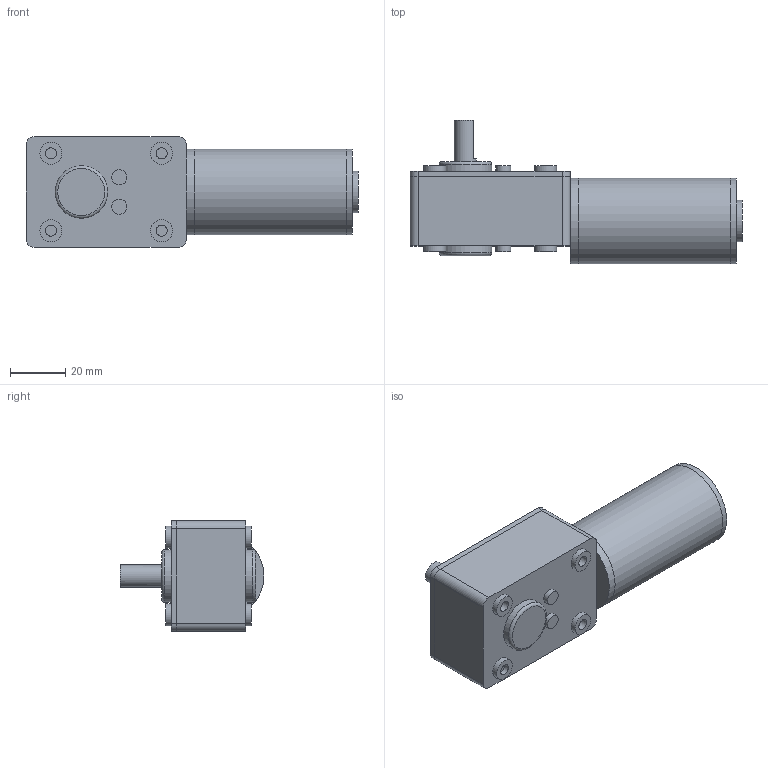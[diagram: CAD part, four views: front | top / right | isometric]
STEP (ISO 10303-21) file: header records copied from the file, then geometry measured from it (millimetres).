
FILE_DESCRIPTION(/* description */ (''),/* implementation_level */ '2;1');
FILE_NAME(/* name */ 'Worm_Gear_Motor_12V.stp',/* time_stamp */ '2017-09-16T22:25:04-05:00',/* author */ ('joeyt'),/* organization */ (''),/* preprocessor_version */ 'ST-DEVELOPER v16.13',/* originating_system */ 'Autodesk Inventor 2018',/* authorisation */ '');
FILE_SCHEMA (('AUTOMOTIVE_DESIGN { 1 0 10303 214 3 1 1 }'));
Length unit declared in the file: inch
Products named in the file (1): Worm_Gear_Motor_12V
Bounding box: 120 x 52 x 40 mm (x, y, z)
Volume: 110640.1 mm3; surface area: 24203.4 mm2
Topology: 4 solids, 4 shells, 82 faces, 149 edges, 98 vertices
Faces by surface type: plane 41, cylinder 39, torus 2
Full cylindrical faces by diameter (mm): 4 x12, 5.394 x4, 8 x9, 15 x1, 19 x2, 31 x3
Entity records: 1954 total; most frequent: DIRECTION 360, CARTESIAN_POINT 295, ORIENTED_EDGE 230, AXIS2_PLACEMENT_3D 162, EDGE_LOOP 146, EDGE_CURVE 115, VERTEX_POINT 97, FACE_OUTER_BOUND 82
